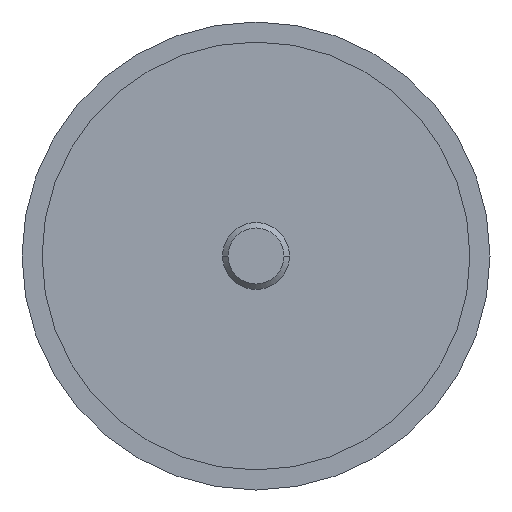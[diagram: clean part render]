
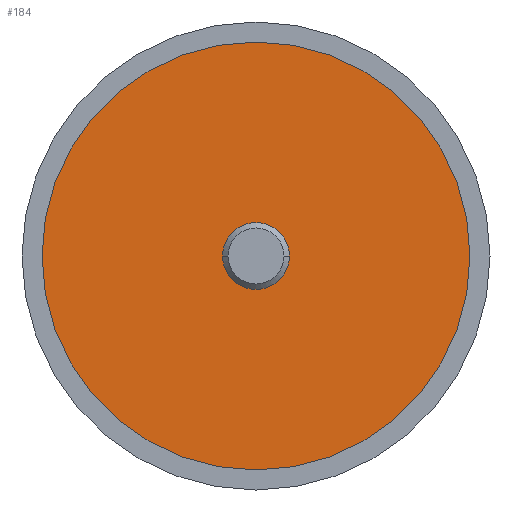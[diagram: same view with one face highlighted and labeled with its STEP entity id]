
A CAD part, front view. The second image highlights one B-rep face of the part: STEP entity #184.
In plain terms, the highlighted planar face has unit normal (0, -1, 0).
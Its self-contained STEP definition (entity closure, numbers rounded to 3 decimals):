
#162=VERTEX_POINT('',#408);
#184=ADVANCED_FACE('',(#434,#435),#436,.T.);
#194=EDGE_CURVE('',#162,#206,#446,.T.);
#206=VERTEX_POINT('',#459);
#264=EDGE_CURVE('',#280,#334,#525,.T.);
#280=VERTEX_POINT('',#544);
#306=EDGE_CURVE('',#206,#162,#575,.T.);
#322=EDGE_CURVE('',#334,#280,#591,.T.);
#334=VERTEX_POINT('',#604);
#408=CARTESIAN_POINT('',(-5.0,0.0,0.));
#434=FACE_BOUND('',#715,.T.);
#435=FACE_OUTER_BOUND('',#716,.T.);
#436=PLANE('',#717);
#446=CIRCLE('',#732,5.0);
#459=CARTESIAN_POINT('',(5.0,0.0,0.));
#525=CIRCLE('',#833,32.0);
#544=CARTESIAN_POINT('',(-32.0,0.0,0.));
#575=CIRCLE('',#898,5.0);
#591=CIRCLE('',#918,32.0);
#604=CARTESIAN_POINT('',(32.0,0.0,0.0));
#715=EDGE_LOOP('',(#1044,#1045));
#716=EDGE_LOOP('',(#1046,#1047));
#717=AXIS2_PLACEMENT_3D('',#1048,#1049,#1050);
#732=AXIS2_PLACEMENT_3D('',#1058,#1059,#1060);
#833=AXIS2_PLACEMENT_3D('',#1151,#1152,#1153);
#898=AXIS2_PLACEMENT_3D('',#1226,#1227,#1228);
#918=AXIS2_PLACEMENT_3D('',#1238,#1239,#1240);
#1044=ORIENTED_EDGE('',*,*,#194,.T.);
#1045=ORIENTED_EDGE('',*,*,#306,.T.);
#1046=ORIENTED_EDGE('',*,*,#322,.T.);
#1047=ORIENTED_EDGE('',*,*,#264,.T.);
#1048=CARTESIAN_POINT('',(0.0,0.0,0.0));
#1049=DIRECTION('',(0.0,-1.0,0.0));
#1050=DIRECTION('',(-1.0,0.0,0.0));
#1058=CARTESIAN_POINT('',(0.0,0.0,0.0));
#1059=DIRECTION('',(-0.0,1.0,0.0));
#1060=DIRECTION('',(1.0,0.0,0.0));
#1151=CARTESIAN_POINT('',(0.0,0.0,0.0));
#1152=DIRECTION('',(0.0,-1.0,0.0));
#1153=DIRECTION('',(1.0,0.0,0.0));
#1226=CARTESIAN_POINT('',(0.0,0.0,0.0));
#1227=DIRECTION('',(-0.0,1.0,0.0));
#1228=DIRECTION('',(1.0,0.0,0.0));
#1238=CARTESIAN_POINT('',(0.0,0.0,0.0));
#1239=DIRECTION('',(0.0,-1.0,0.0));
#1240=DIRECTION('',(1.0,0.0,0.0));
